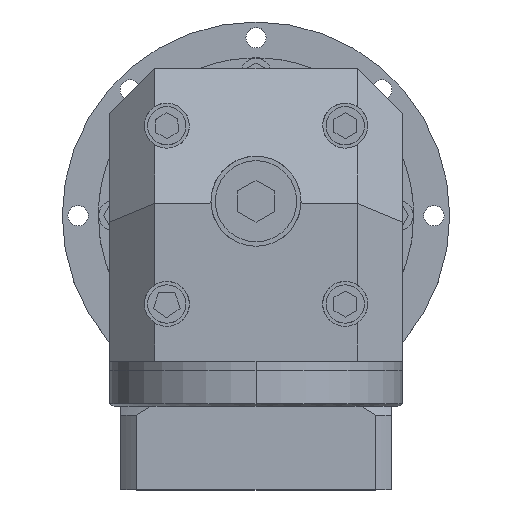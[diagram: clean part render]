
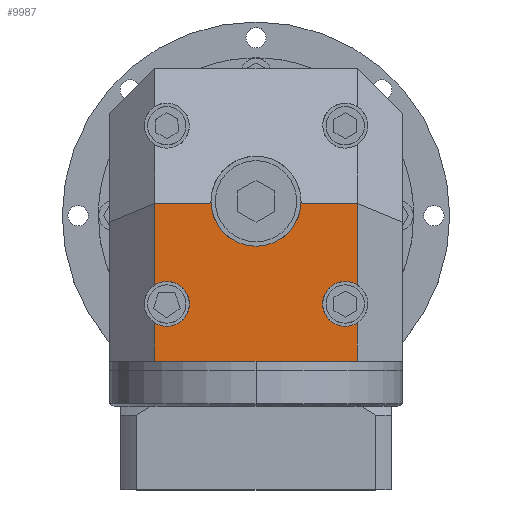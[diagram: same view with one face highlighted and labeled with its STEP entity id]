
A CAD part, top view. The second image highlights one B-rep face of the part: STEP entity #9987.
In plain terms, the highlighted planar face has unit normal (0, 0, 1).
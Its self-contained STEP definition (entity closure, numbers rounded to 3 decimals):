
#6 = ORIENTED_EDGE ( 'NONE', *, *, #1692, .F. ) ;
#13 = CARTESIAN_POINT ( 'NONE',  ( 0., 0., 65. ) ) ;
#92 = CIRCLE ( 'NONE', #795, 5. ) ;
#219 = VERTEX_POINT ( 'NONE', #12782 ) ;
#298 = DIRECTION ( 'NONE',  ( -1., 0., 0. ) ) ;
#310 = ORIENTED_EDGE ( 'NONE', *, *, #2722, .T. ) ;
#317 = ORIENTED_EDGE ( 'NONE', *, *, #10423, .T. ) ;
#579 = EDGE_CURVE ( 'NONE', #10489, #1949, #6572, .T. ) ;
#760 = ORIENTED_EDGE ( 'NONE', *, *, #1746, .F. ) ;
#765 = CIRCLE ( 'NONE', #9360, 5. ) ;
#795 = AXIS2_PLACEMENT_3D ( 'NONE', #2467, #9705, #3519 ) ;
#853 = CIRCLE ( 'NONE', #10441, 5. ) ;
#925 = DIRECTION ( 'NONE',  ( 0., -1., 0. ) ) ;
#926 = CARTESIAN_POINT ( 'NONE',  ( -22.5, 2.5, 65. ) ) ;
#1045 = VECTOR ( 'NONE', #5033, 1000. ) ;
#1054 = CARTESIAN_POINT ( 'NONE',  ( 22.5, 0., 65. ) ) ;
#1092 = ORIENTED_EDGE ( 'NONE', *, *, #1447, .T. ) ;
#1117 = DIRECTION ( 'NONE',  ( 0., 0., -1. ) ) ;
#1183 = EDGE_CURVE ( 'NONE', #12890, #3654, #2069, .T. ) ;
#1272 = CARTESIAN_POINT ( 'NONE',  ( 22.5, -24.007, 65. ) ) ;
#1377 = DIRECTION ( 'NONE',  ( 0., 0., 1. ) ) ;
#1447 = EDGE_CURVE ( 'NONE', #12545, #11648, #6780, .T. ) ;
#1692 = EDGE_CURVE ( 'NONE', #12743, #2451, #765, .T. ) ;
#1746 = EDGE_CURVE ( 'NONE', #12545, #9657, #92, .T. ) ;
#1750 = VECTOR ( 'NONE', #9591, 1000. ) ;
#1878 = CIRCLE ( 'NONE', #5860, 5. ) ;
#1949 = VERTEX_POINT ( 'NONE', #6973 ) ;
#1997 = DIRECTION ( 'NONE',  ( 0., 0., 1. ) ) ;
#2069 = LINE ( 'NONE', #1054, #1750 ) ;
#2150 = DIRECTION ( 'NONE',  ( -1., 0., 0. ) ) ;
#2313 = EDGE_CURVE ( 'NONE', #2451, #1949, #1878, .T. ) ;
#2451 = VERTEX_POINT ( 'NONE', #5745 ) ;
#2467 = CARTESIAN_POINT ( 'NONE',  ( 19.799, -19.799, 65. ) ) ;
#2688 = CARTESIAN_POINT ( 'NONE',  ( 22.5, -15.591, 65. ) ) ;
#2722 = EDGE_CURVE ( 'NONE', #2949, #5953, #10437, .T. ) ;
#2860 = DIRECTION ( 'NONE',  ( -1., 0., 0. ) ) ;
#2901 = EDGE_CURVE ( 'NONE', #12743, #2949, #5279, .T. ) ;
#2949 = VERTEX_POINT ( 'NONE', #10282 ) ;
#3264 = CIRCLE ( 'NONE', #11317, 10. ) ;
#3519 = DIRECTION ( 'NONE',  ( 1., 0., 0. ) ) ;
#3654 = VERTEX_POINT ( 'NONE', #1272 ) ;
#4449 = CARTESIAN_POINT ( 'NONE',  ( 0., 3., 65. ) ) ;
#4557 = ORIENTED_EDGE ( 'NONE', *, *, #12948, .T. ) ;
#4676 = VECTOR ( 'NONE', #6411, 1000. ) ;
#5033 = DIRECTION ( 'NONE',  ( 0., -1., 0. ) ) ;
#5150 = CARTESIAN_POINT ( 'NONE',  ( 22.5, 2.5, 65. ) ) ;
#5279 = LINE ( 'NONE', #11232, #10424 ) ;
#5311 = CARTESIAN_POINT ( 'NONE',  ( 9.987, 2.5, 65. ) ) ;
#5515 = DIRECTION ( 'NONE',  ( 1., 0., 0. ) ) ;
#5609 = LINE ( 'NONE', #10100, #8332 ) ;
#5745 = CARTESIAN_POINT ( 'NONE',  ( -14.799, -19.799, 65. ) ) ;
#5860 = AXIS2_PLACEMENT_3D ( 'NONE', #7593, #1377, #8611 ) ;
#5953 = VERTEX_POINT ( 'NONE', #9265 ) ;
#6143 = VECTOR ( 'NONE', #12837, 1000. ) ;
#6411 = DIRECTION ( 'NONE',  ( 1., 0., 0. ) ) ;
#6500 = ORIENTED_EDGE ( 'NONE', *, *, #7189, .F. ) ;
#6525 = DIRECTION ( 'NONE',  ( 0., 0., 1. ) ) ;
#6572 = LINE ( 'NONE', #8794, #1045 ) ;
#6780 = LINE ( 'NONE', #7068, #6143 ) ;
#6973 = CARTESIAN_POINT ( 'NONE',  ( -22.5, -15.591, 65. ) ) ;
#6993 = ORIENTED_EDGE ( 'NONE', *, *, #1183, .T. ) ;
#7068 = CARTESIAN_POINT ( 'NONE',  ( 22.5, 0., 65. ) ) ;
#7111 = LINE ( 'NONE', #7503, #4676 ) ;
#7189 = EDGE_CURVE ( 'NONE', #219, #12275, #3264, .T. ) ;
#7335 = PLANE ( 'NONE',  #11825 ) ;
#7475 = ORIENTED_EDGE ( 'NONE', *, *, #2313, .F. ) ;
#7503 = CARTESIAN_POINT ( 'NONE',  ( -32.5, -32.5, 65. ) ) ;
#7593 = CARTESIAN_POINT ( 'NONE',  ( -19.799, -19.799, 65. ) ) ;
#7705 = EDGE_CURVE ( 'NONE', #219, #10489, #12816, .T. ) ;
#8198 = CARTESIAN_POINT ( 'NONE',  ( 19.799, -19.799, 65. ) ) ;
#8332 = VECTOR ( 'NONE', #2860, 1000. ) ;
#8353 = DIRECTION ( 'NONE',  ( -1., 0., 0. ) ) ;
#8422 = ORIENTED_EDGE ( 'NONE', *, *, #7705, .T. ) ;
#8611 = DIRECTION ( 'NONE',  ( -1., 0., 0. ) ) ;
#8794 = CARTESIAN_POINT ( 'NONE',  ( -22.5, 0., 65. ) ) ;
#9224 = ORIENTED_EDGE ( 'NONE', *, *, #579, .T. ) ;
#9234 = DIRECTION ( 'NONE',  ( 1., 0., 0. ) ) ;
#9265 = CARTESIAN_POINT ( 'NONE',  ( 0., -32.5, 65. ) ) ;
#9313 = CARTESIAN_POINT ( 'NONE',  ( -32.5, -32.5, 65. ) ) ;
#9360 = AXIS2_PLACEMENT_3D ( 'NONE', #12682, #6525, #298 ) ;
#9591 = DIRECTION ( 'NONE',  ( 0., 1., 0. ) ) ;
#9657 = VERTEX_POINT ( 'NONE', #11854 ) ;
#9705 = DIRECTION ( 'NONE',  ( 0., 0., 1. ) ) ;
#9763 = EDGE_LOOP ( 'NONE', ( #317, #6500, #8422, #9224, #7475, #6, #10608, #310, #4557, #6993, #13432, #760, #1092 ) ) ;
#9987 = ADVANCED_FACE ( 'NONE', ( #12069 ), #7335, .F. ) ;
#10067 = VECTOR ( 'NONE', #2150, 1000. ) ;
#10100 = CARTESIAN_POINT ( 'NONE',  ( 0., 2.5, 65. ) ) ;
#10116 = VECTOR ( 'NONE', #11403, 1000. ) ;
#10210 = CARTESIAN_POINT ( 'NONE',  ( -22.5, -24.007, 65. ) ) ;
#10282 = CARTESIAN_POINT ( 'NONE',  ( -22.5, -32.5, 65. ) ) ;
#10423 = EDGE_CURVE ( 'NONE', #11648, #12275, #5609, .T. ) ;
#10424 = VECTOR ( 'NONE', #925, 1000. ) ;
#10437 = LINE ( 'NONE', #9313, #10116 ) ;
#10441 = AXIS2_PLACEMENT_3D ( 'NONE', #8198, #1997, #9234 ) ;
#10489 = VERTEX_POINT ( 'NONE', #926 ) ;
#10608 = ORIENTED_EDGE ( 'NONE', *, *, #2901, .T. ) ;
#11232 = CARTESIAN_POINT ( 'NONE',  ( -22.5, 0., 65. ) ) ;
#11317 = AXIS2_PLACEMENT_3D ( 'NONE', #4449, #11682, #5515 ) ;
#11403 = DIRECTION ( 'NONE',  ( 1., 0., 0. ) ) ;
#11439 = CARTESIAN_POINT ( 'NONE',  ( 0., 2.5, 65. ) ) ;
#11635 = EDGE_CURVE ( 'NONE', #9657, #3654, #853, .T. ) ;
#11648 = VERTEX_POINT ( 'NONE', #5150 ) ;
#11682 = DIRECTION ( 'NONE',  ( 0., 0., 1. ) ) ;
#11825 = AXIS2_PLACEMENT_3D ( 'NONE', #13, #1117, #8353 ) ;
#11854 = CARTESIAN_POINT ( 'NONE',  ( 14.799, -19.799, 65. ) ) ;
#12069 = FACE_OUTER_BOUND ( 'NONE', #9763, .T. ) ;
#12275 = VERTEX_POINT ( 'NONE', #5311 ) ;
#12535 = CARTESIAN_POINT ( 'NONE',  ( 22.5, -32.5, 65. ) ) ;
#12545 = VERTEX_POINT ( 'NONE', #2688 ) ;
#12682 = CARTESIAN_POINT ( 'NONE',  ( -19.799, -19.799, 65. ) ) ;
#12743 = VERTEX_POINT ( 'NONE', #10210 ) ;
#12782 = CARTESIAN_POINT ( 'NONE',  ( -9.987, 2.5, 65. ) ) ;
#12816 = LINE ( 'NONE', #11439, #10067 ) ;
#12837 = DIRECTION ( 'NONE',  ( 0., 1., 0. ) ) ;
#12890 = VERTEX_POINT ( 'NONE', #12535 ) ;
#12948 = EDGE_CURVE ( 'NONE', #5953, #12890, #7111, .T. ) ;
#13432 = ORIENTED_EDGE ( 'NONE', *, *, #11635, .F. ) ;
